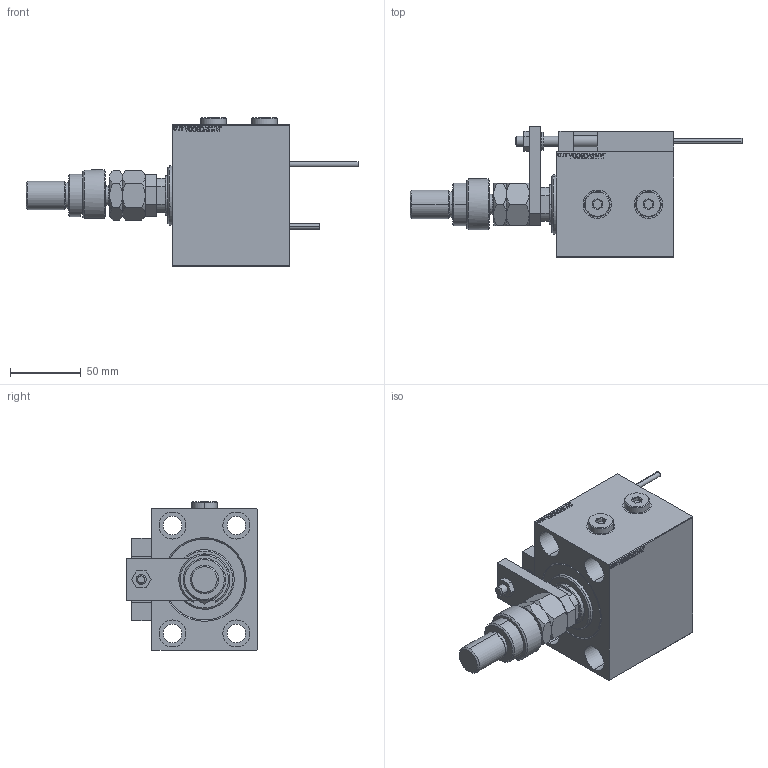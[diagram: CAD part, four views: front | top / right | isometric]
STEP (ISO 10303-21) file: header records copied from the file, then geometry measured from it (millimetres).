
FILE_DESCRIPTION (( 'STEP AP203' ), '1' );
FILE_NAME ('b2d1.STEP', '2024-02-12T22:37:38', ( '' ), ( '' ), 'SwSTEP 2.0', 'SolidWorks 2019', '' );
FILE_SCHEMA (( 'CONFIG_CONTROL_DESIGN' ));
Length unit declared in the file: millimetre
Products named in the file (19): Zatka_OIL_PORT e8fa2b9e55eaad2b7f7e49f0a088566c; b2d1; FEMALE_PART_FOR_DFA e8fa2b9e55eaad2b7f7e49f0a088566c; KONCOVKA e8fa2b9e55eaad2b7f7e49f0a088566c; MAGNET e8fa2b9e55eaad2b7f7e49f0a088566c; ALLEN BOLT D8 e8fa2b9e55eaad2b7f7e49f0a088566c; TYC_L79 e8fa2b9e55eaad2b7f7e49f0a088566c; V450CM_C_Body e8fa2b9e55eaad2b7f7e49f0a088566c; SWITCH DIM B,W e8fa2b9e55eaad2b7f7e49f0a088566c; ALLEN BOLT D5 e8fa2b9e55eaad2b7f7e49f0a088566c; SWITCH X e8fa2b9e55eaad2b7f7e49f0a088566c; X_Y_DFA e8fa2b9e55eaad2b7f7e49f0a088566c; V450CM_C_VCP e8fa2b9e55eaad2b7f7e49f0a088566c; MFA e8fa2b9e55eaad2b7f7e49f0a088566c; V450CM_VC_B e8fa2b9e55eaad2b7f7e49f0a088566c; ZARAZKA e8fa2b9e55eaad2b7f7e49f0a088566c; Block e8fa2b9e55eaad2b7f7e49f0a088566c; NUT_D12 e8fa2b9e55eaad2b7f7e49f0a088566c; SWITCH_X_FRONT_BACK e8fa2b9e55eaad2b7f7e49f0a088566c
Assembly tree (29 placements, depth 3):
  b2d1
    V450CM_C_Body e8fa2b9e55eaad2b7f7e49f0a088566c
    SWITCH X e8fa2b9e55eaad2b7f7e49f0a088566c
      SWITCH_X_FRONT_BACK e8fa2b9e55eaad2b7f7e49f0a088566c  x2
      TYC_L79 e8fa2b9e55eaad2b7f7e49f0a088566c
      Block e8fa2b9e55eaad2b7f7e49f0a088566c  x2
      ALLEN BOLT D5 e8fa2b9e55eaad2b7f7e49f0a088566c  x4
      ALLEN BOLT D8 e8fa2b9e55eaad2b7f7e49f0a088566c  x4
      MAGNET e8fa2b9e55eaad2b7f7e49f0a088566c  x2
      KONCOVKA e8fa2b9e55eaad2b7f7e49f0a088566c  x2
    NUT_D12 e8fa2b9e55eaad2b7f7e49f0a088566c
    SWITCH DIM B,W e8fa2b9e55eaad2b7f7e49f0a088566c
    ZARAZKA e8fa2b9e55eaad2b7f7e49f0a088566c
    V450CM_C_VCP e8fa2b9e55eaad2b7f7e49f0a088566c
    V450CM_VC_B e8fa2b9e55eaad2b7f7e49f0a088566c
    X_Y_DFA e8fa2b9e55eaad2b7f7e49f0a088566c
      FEMALE_PART_FOR_DFA e8fa2b9e55eaad2b7f7e49f0a088566c
      MFA e8fa2b9e55eaad2b7f7e49f0a088566c
    Zatka_OIL_PORT e8fa2b9e55eaad2b7f7e49f0a088566c  x2
Bounding box: 234 x 92.5 x 104.9 mm (x, y, z)
Volume: 646941.8 mm3; surface area: 133626.5 mm2
Topology: 27 solids, 27 shells, 1422 faces, 3368 edges, 2139 vertices
Faces by surface type: plane 623, bspline 380, cylinder 217, cone 150, torus 48, sphere 4
Entity records: 54253 total; most frequent: CARTESIAN_POINT 26939, ORIENTED_EDGE 5676, DIRECTION 4018, EDGE_CURVE 2838, VERTEX_POINT 1839, LINE 1590, VECTOR 1590, EDGE_LOOP 1325
